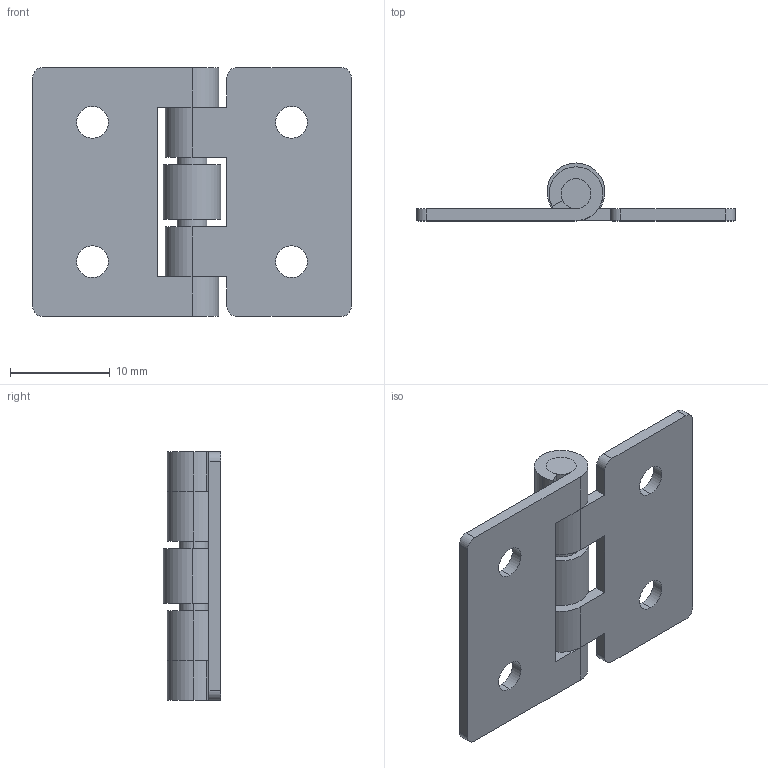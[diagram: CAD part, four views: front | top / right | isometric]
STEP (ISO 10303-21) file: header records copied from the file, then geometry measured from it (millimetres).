
FILE_DESCRIPTION (( 'STEP AP203' ), '1' );
FILE_NAME ('B-1046-3.STEP', '2011-04-25T00:39:16', ( '10sw' ), ( 'タキゲン製造株式会社' ), 'SwSTEP 2.0', 'SolidWorks 2011', '' );
FILE_SCHEMA (( 'CONFIG_CONTROL_DESIGN' ));
Length unit declared in the file: millimetre
Products named in the file (5): PB-1046-3軸; B-1046-3; B-1046-3教哓莞轤岞; B-1046-3ヒンジA; B-1046-3ヒンジB
Assembly tree (4 placements, depth 2):
  B-1046-3
    B-1046-3ヒンジA
    B-1046-3教哓莞轤岞
    PB-1046-3軸
    B-1046-3ヒンジB
Bounding box: 32 x 5.8 x 25 mm (x, y, z)
Volume: 1259.4 mm3; surface area: 2513.6 mm2
Topology: 4 solids, 4 shells, 72 faces, 192 edges, 128 vertices
Faces by surface type: cylinder 44, plane 28
Entity records: 2827 total; most frequent: DIRECTION 438, CARTESIAN_POINT 399, ORIENTED_EDGE 384, EDGE_CURVE 192, AXIS2_PLACEMENT_3D 167, VERTEX_POINT 128, VECTOR 104, LINE 104
